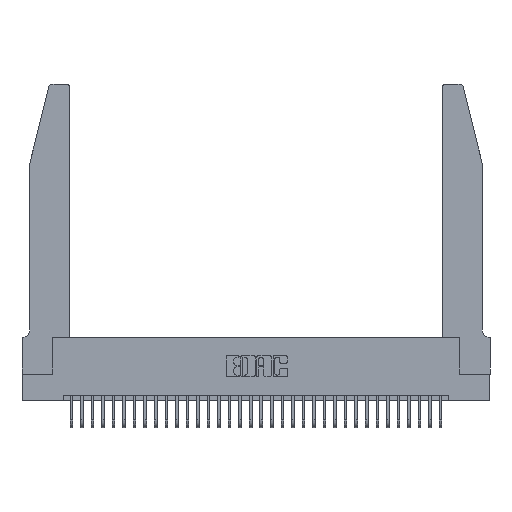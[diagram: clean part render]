
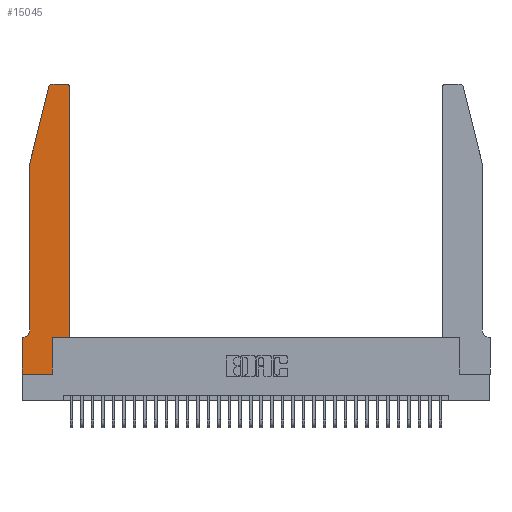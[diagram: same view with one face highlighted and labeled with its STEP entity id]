
A CAD part, top view. The second image highlights one B-rep face of the part: STEP entity #15045.
In plain terms, the highlighted planar face has unit normal (0, 0, 1).
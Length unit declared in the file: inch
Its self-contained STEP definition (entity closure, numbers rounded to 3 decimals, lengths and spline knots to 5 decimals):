
#215 = ORIENTED_EDGE ( 'NONE', *, *, #4843, .T. ) ;
#766 = VECTOR ( 'NONE', #32726, 39.37008 ) ;
#784 = ORIENTED_EDGE ( 'NONE', *, *, #16934, .T. ) ;
#815 = EDGE_CURVE ( 'NONE', #12642, #22544, #18488, .T. ) ;
#1907 = CARTESIAN_POINT ( 'NONE',  ( 0.2865, 0., 0.37 ) ) ;
#1993 = ORIENTED_EDGE ( 'NONE', *, *, #815, .T. ) ;
#2158 = ORIENTED_EDGE ( 'NONE', *, *, #2270, .T. ) ;
#2270 = EDGE_CURVE ( 'NONE', #10428, #8043, #10661, .T. ) ;
#2430 = EDGE_CURVE ( 'NONE', #8043, #21072, #13397, .T. ) ;
#2441 = LINE ( 'NONE', #20063, #14426 ) ;
#2641 = DIRECTION ( 'NONE',  ( 0., 0., 1. ) ) ;
#2784 = EDGE_CURVE ( 'NONE', #22544, #8600, #16478, .T. ) ;
#2991 = EDGE_LOOP ( 'NONE', ( #12666, #12063, #215, #27161, #24320, #2158, #31698, #4402, #784, #18026, #1993, #11881 ) ) ;
#3497 = VECTOR ( 'NONE', #21279, 39.37008 ) ;
#4073 = CIRCLE ( 'NONE', #17955, 0.07 ) ;
#4402 = ORIENTED_EDGE ( 'NONE', *, *, #28082, .T. ) ;
#4843 = EDGE_CURVE ( 'NONE', #7630, #32505, #28471, .T. ) ;
#5242 = DIRECTION ( 'NONE',  ( 0., 0., -1. ) ) ;
#5990 = VERTEX_POINT ( 'NONE', #1907 ) ;
#6344 = CIRCLE ( 'NONE', #22316, 0.03 ) ;
#6355 = VERTEX_POINT ( 'NONE', #13860 ) ;
#6683 = CARTESIAN_POINT ( 'NONE',  ( 0.4505, 0.35, 0.37 ) ) ;
#6802 = VECTOR ( 'NONE', #12215, 39.37008 ) ;
#7056 = CARTESIAN_POINT ( 'NONE',  ( 0., 0., 0.37 ) ) ;
#7291 = EDGE_CURVE ( 'NONE', #32505, #6355, #17437, .T. ) ;
#7445 = DIRECTION ( 'NONE',  ( 0., -1., 0. ) ) ;
#7630 = VERTEX_POINT ( 'NONE', #29506 ) ;
#8043 = VERTEX_POINT ( 'NONE', #8543 ) ;
#8543 = CARTESIAN_POINT ( 'NONE',  ( 0., 0.35, 0.37 ) ) ;
#8600 = VERTEX_POINT ( 'NONE', #23101 ) ;
#8708 = CARTESIAN_POINT ( 'NONE',  ( 0.2865, 0.35, 0.37 ) ) ;
#8829 = CARTESIAN_POINT ( 'NONE',  ( 0.4505, 2.72, 0.37 ) ) ;
#8942 = CARTESIAN_POINT ( 'NONE',  ( 0., 0., 0.37 ) ) ;
#9048 = AXIS2_PLACEMENT_3D ( 'NONE', #17817, #2641, #20348 ) ;
#10309 = DIRECTION ( 'NONE',  ( 0., 0., 1. ) ) ;
#10331 = VECTOR ( 'NONE', #14293, 39.37008 ) ;
#10428 = VERTEX_POINT ( 'NONE', #19526 ) ;
#10661 = LINE ( 'NONE', #13524, #29810 ) ;
#11367 = CARTESIAN_POINT ( 'NONE',  ( 0.2605, 2.75, 0.37 ) ) ;
#11535 = DIRECTION ( 'NONE',  ( 0., -1., 0. ) ) ;
#11778 = CARTESIAN_POINT ( 'NONE',  ( 0.4505, 0.35, 0.37 ) ) ;
#11881 = ORIENTED_EDGE ( 'NONE', *, *, #2784, .T. ) ;
#12063 = ORIENTED_EDGE ( 'NONE', *, *, #28854, .T. ) ;
#12170 = DIRECTION ( 'NONE',  ( 0., 1., 0. ) ) ;
#12215 = DIRECTION ( 'NONE',  ( 1., 0., 0. ) ) ;
#12642 = VERTEX_POINT ( 'NONE', #6683 ) ;
#12666 = ORIENTED_EDGE ( 'NONE', *, *, #19172, .T. ) ;
#13397 = LINE ( 'NONE', #8942, #19230 ) ;
#13524 = CARTESIAN_POINT ( 'NONE',  ( 0.0755, 0.35, 0.37 ) ) ;
#13843 = EDGE_CURVE ( 'NONE', #14412, #12642, #23595, .T. ) ;
#13860 = CARTESIAN_POINT ( 'NONE',  ( 0.0755, 0.42, 0.37 ) ) ;
#14293 = DIRECTION ( 'NONE',  ( 1., 0., 0. ) ) ;
#14412 = VERTEX_POINT ( 'NONE', #8708 ) ;
#14426 = VECTOR ( 'NONE', #22578, 39.37008 ) ;
#14627 = DIRECTION ( 'NONE',  ( 0., 0., 1. ) ) ;
#14730 = VERTEX_POINT ( 'NONE', #25606 ) ;
#15045 = ADVANCED_FACE ( 'NONE', ( #18424 ), #24664, .T. ) ;
#16016 = DIRECTION ( 'NONE',  ( -1., 0., 0. ) ) ;
#16478 = CIRCLE ( 'NONE', #9048, 0.03 ) ;
#16934 = EDGE_CURVE ( 'NONE', #5990, #14412, #2441, .T. ) ;
#17437 = LINE ( 'NONE', #32468, #29167 ) ;
#17744 = CARTESIAN_POINT ( 'NONE',  ( 0.0755, 2., 0.37 ) ) ;
#17817 = CARTESIAN_POINT ( 'NONE',  ( 0.4205, 2.72, 0.37 ) ) ;
#17955 = AXIS2_PLACEMENT_3D ( 'NONE', #20358, #5242, #22859 ) ;
#18026 = ORIENTED_EDGE ( 'NONE', *, *, #13843, .T. ) ;
#18424 = FACE_OUTER_BOUND ( 'NONE', #2991, .T. ) ;
#18488 = LINE ( 'NONE', #24727, #24363 ) ;
#19172 = EDGE_CURVE ( 'NONE', #8600, #14730, #22844, .T. ) ;
#19230 = VECTOR ( 'NONE', #11535, 39.37008 ) ;
#19526 = CARTESIAN_POINT ( 'NONE',  ( 0.0055, 0.35, 0.37 ) ) ;
#20063 = CARTESIAN_POINT ( 'NONE',  ( 0.2865, 0.35, 0.37 ) ) ;
#20348 = DIRECTION ( 'NONE',  ( 1., 0., 0. ) ) ;
#20358 = CARTESIAN_POINT ( 'NONE',  ( 0.0055, 0.42, 0.37 ) ) ;
#21072 = VERTEX_POINT ( 'NONE', #22407 ) ;
#21279 = DIRECTION ( 'NONE',  ( -1., 0., 0. ) ) ;
#22130 = CARTESIAN_POINT ( 'NONE',  ( 0., 0.35, 0.37 ) ) ;
#22316 = AXIS2_PLACEMENT_3D ( 'NONE', #25291, #10309, #27792 ) ;
#22407 = CARTESIAN_POINT ( 'NONE',  ( 0., 0., 0.37 ) ) ;
#22544 = VERTEX_POINT ( 'NONE', #8829 ) ;
#22578 = DIRECTION ( 'NONE',  ( 0., 1., 0. ) ) ;
#22844 = LINE ( 'NONE', #11367, #3497 ) ;
#22859 = DIRECTION ( 'NONE',  ( -1., 0., 0. ) ) ;
#23101 = CARTESIAN_POINT ( 'NONE',  ( 0.4205, 2.75, 0.37 ) ) ;
#23595 = LINE ( 'NONE', #11778, #10331 ) ;
#24320 = ORIENTED_EDGE ( 'NONE', *, *, #31195, .T. ) ;
#24363 = VECTOR ( 'NONE', #12170, 39.37008 ) ;
#24664 = PLANE ( 'NONE',  #25060 ) ;
#24727 = CARTESIAN_POINT ( 'NONE',  ( 0.4505, 0.35, 0.37 ) ) ;
#25060 = AXIS2_PLACEMENT_3D ( 'NONE', #22130, #14627, #27190 ) ;
#25230 = CARTESIAN_POINT ( 'NONE',  ( 0.0755, 2., 0.37 ) ) ;
#25291 = CARTESIAN_POINT ( 'NONE',  ( 0.284, 2.72, 0.37 ) ) ;
#25606 = CARTESIAN_POINT ( 'NONE',  ( 0.284, 2.75, 0.37 ) ) ;
#27161 = ORIENTED_EDGE ( 'NONE', *, *, #7291, .T. ) ;
#27190 = DIRECTION ( 'NONE',  ( 1., 0., 0. ) ) ;
#27649 = LINE ( 'NONE', #7056, #6802 ) ;
#27792 = DIRECTION ( 'NONE',  ( 1., 0., 0. ) ) ;
#28082 = EDGE_CURVE ( 'NONE', #21072, #5990, #27649, .T. ) ;
#28471 = LINE ( 'NONE', #17744, #766 ) ;
#28854 = EDGE_CURVE ( 'NONE', #14730, #7630, #6344, .T. ) ;
#29167 = VECTOR ( 'NONE', #7445, 39.37008 ) ;
#29506 = CARTESIAN_POINT ( 'NONE',  ( 0.25487, 2.72718, 0.37 ) ) ;
#29810 = VECTOR ( 'NONE', #16016, 39.37008 ) ;
#31195 = EDGE_CURVE ( 'NONE', #6355, #10428, #4073, .T. ) ;
#31698 = ORIENTED_EDGE ( 'NONE', *, *, #2430, .T. ) ;
#32468 = CARTESIAN_POINT ( 'NONE',  ( 0.0755, 2., 0.37 ) ) ;
#32505 = VERTEX_POINT ( 'NONE', #25230 ) ;
#32726 = DIRECTION ( 'NONE',  ( -0.239, -0.971, 0. ) ) ;
